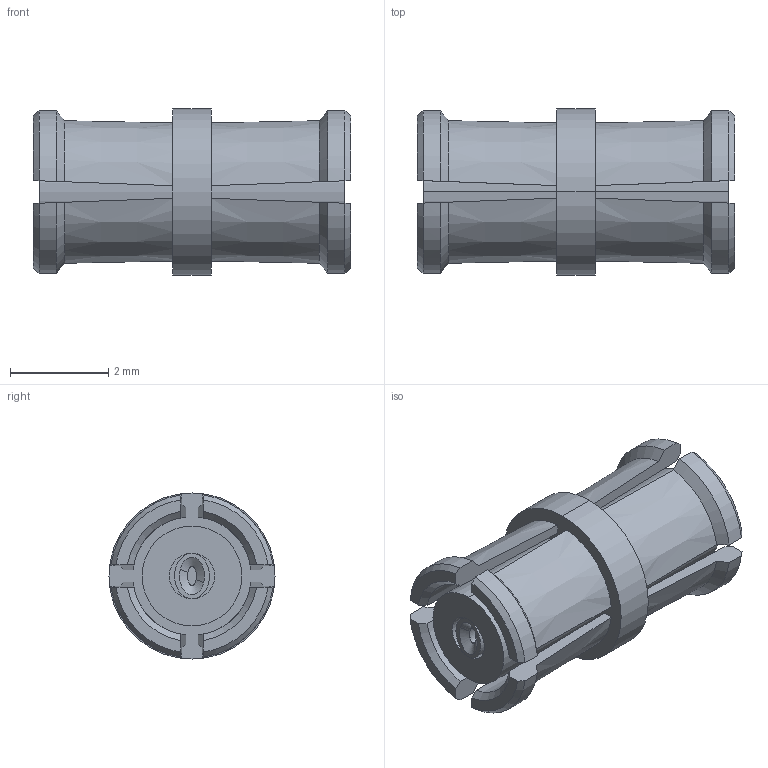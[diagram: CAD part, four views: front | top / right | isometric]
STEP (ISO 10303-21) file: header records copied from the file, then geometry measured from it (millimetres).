
FILE_DESCRIPTION (( 'STEP AP203' ), '1' );
FILE_NAME ('PE91065.step', '2018-04-25T00:26:19', ( '' ), ( '' ), 'SwSTEP 2.0', 'SolidWorks 2017', '' );
FILE_SCHEMA (( 'CONFIG_CONTROL_DESIGN' ));
Length unit declared in the file: inch
Products named in the file (1): PE91065
Bounding box: 6.45 x 3.38 x 3.38 mm (x, y, z)
Volume: 34.9 mm3; surface area: 178.4 mm2
Topology: 3 solids, 3 shells, 124 faces, 298 edges, 196 vertices
Faces by surface type: plane 38, cone 32, bspline 28, cylinder 26
Entity records: 4441 total; most frequent: CARTESIAN_POINT 1871, ORIENTED_EDGE 596, DIRECTION 420, EDGE_CURVE 298, VERTEX_POINT 196, AXIS2_PLACEMENT_3D 181, EDGE_LOOP 144, ADVANCED_FACE 124
